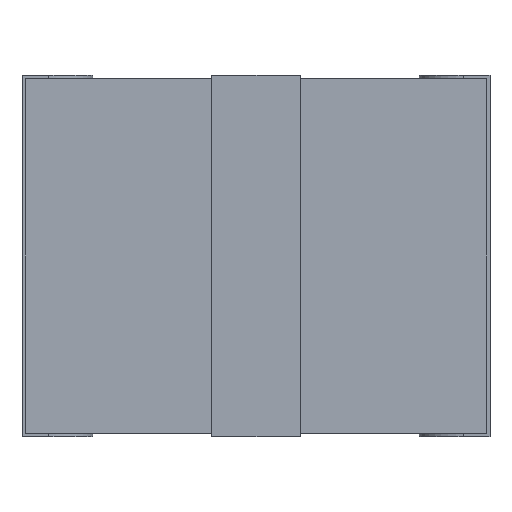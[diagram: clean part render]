
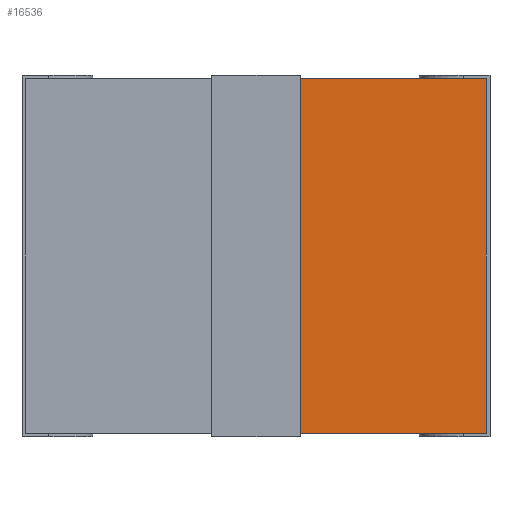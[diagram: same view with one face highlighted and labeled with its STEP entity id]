
A CAD part, left-side view. The second image highlights one B-rep face of the part: STEP entity #16536.
In plain terms, the highlighted planar face has unit normal (-1, 0, 0).
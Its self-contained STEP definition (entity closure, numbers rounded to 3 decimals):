
#214 = EDGE_CURVE ( 'NONE', #4512, #13528, #16444, .T. ) ;
#458 = DIRECTION ( 'NONE',  ( 0., -1., 0. ) ) ;
#1103 = PLANE ( 'NONE',  #1128 ) ;
#1128 = AXIS2_PLACEMENT_3D ( 'NONE', #17637, #4977, #3890 ) ;
#1477 = DIRECTION ( 'NONE',  ( 0., 0., -1. ) ) ;
#1478 = CARTESIAN_POINT ( 'NONE',  ( -1., -0.65, 0.01 ) ) ;
#1719 = CARTESIAN_POINT ( 'NONE',  ( -1., -0.125, 1.01 ) ) ;
#2654 = CARTESIAN_POINT ( 'NONE',  ( -1., -0.125, 0.01 ) ) ;
#2773 = CARTESIAN_POINT ( 'NONE',  ( -1., -0.65, 0.01 ) ) ;
#2881 = VECTOR ( 'NONE', #5851, 1000. ) ;
#3711 = FACE_OUTER_BOUND ( 'NONE', #15071, .T. ) ;
#3890 = DIRECTION ( 'NONE',  ( 0., 0., -1. ) ) ;
#4512 = VERTEX_POINT ( 'NONE', #2654 ) ;
#4977 = DIRECTION ( 'NONE',  ( 1., 0., 0. ) ) ;
#5203 = VERTEX_POINT ( 'NONE', #14314 ) ;
#5851 = DIRECTION ( 'NONE',  ( 0., 0., 1. ) ) ;
#6699 = EDGE_CURVE ( 'NONE', #12449, #13528, #8326, .T. ) ;
#7016 = CARTESIAN_POINT ( 'NONE',  ( -1., -0.65, 1.01 ) ) ;
#8326 = LINE ( 'NONE', #13800, #13650 ) ;
#8544 = VECTOR ( 'NONE', #16349, 1000. ) ;
#8567 = VECTOR ( 'NONE', #458, 1000. ) ;
#10774 = ORIENTED_EDGE ( 'NONE', *, *, #214, .T. ) ;
#11323 = LINE ( 'NONE', #7016, #8567 ) ;
#12449 = VERTEX_POINT ( 'NONE', #17119 ) ;
#12785 = LINE ( 'NONE', #1719, #2881 ) ;
#13053 = ORIENTED_EDGE ( 'NONE', *, *, #14066, .F. ) ;
#13359 = ORIENTED_EDGE ( 'NONE', *, *, #6699, .F. ) ;
#13528 = VERTEX_POINT ( 'NONE', #1478 ) ;
#13650 = VECTOR ( 'NONE', #1477, 1000. ) ;
#13800 = CARTESIAN_POINT ( 'NONE',  ( -1., -0.65, 1.01 ) ) ;
#14066 = EDGE_CURVE ( 'NONE', #5203, #12449, #11323, .T. ) ;
#14314 = CARTESIAN_POINT ( 'NONE',  ( -1., -0.125, 1.01 ) ) ;
#15071 = EDGE_LOOP ( 'NONE', ( #15408, #10774, #13359, #13053 ) ) ;
#15408 = ORIENTED_EDGE ( 'NONE', *, *, #16129, .F. ) ;
#16129 = EDGE_CURVE ( 'NONE', #4512, #5203, #12785, .T. ) ;
#16349 = DIRECTION ( 'NONE',  ( 0., -1., 0. ) ) ;
#16444 = LINE ( 'NONE', #2773, #8544 ) ;
#16536 = ADVANCED_FACE ( 'NONE', ( #3711 ), #1103, .F. ) ;
#17119 = CARTESIAN_POINT ( 'NONE',  ( -1., -0.65, 1.01 ) ) ;
#17637 = CARTESIAN_POINT ( 'NONE',  ( -1., -0.65, 1.01 ) ) ;
